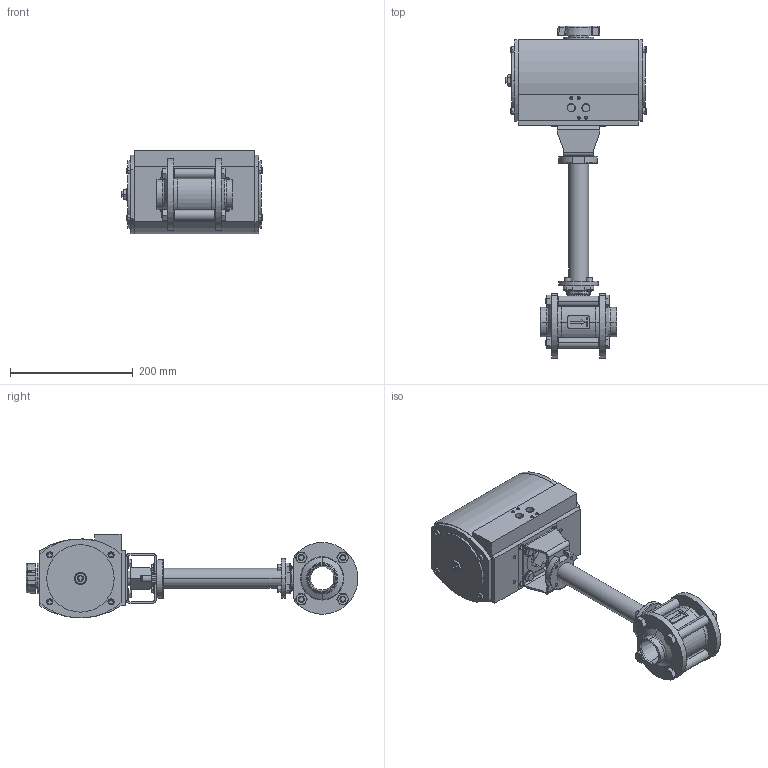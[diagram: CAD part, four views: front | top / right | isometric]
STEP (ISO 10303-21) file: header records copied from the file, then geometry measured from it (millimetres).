
FILE_DESCRIPTION((''),'2;1');
FILE_NAME('PY4LBWNI040L020_3D_ASM','2019-05-28T',('fwe'),('MECA-INOX'),'PRO/ENGINEER BY PARAMETRIC TECHNOLOGY CORPORATION, 2014320','PRO/ENGINEER BY PARAMETRIC TECHNOLOGY CORPORATION, 2014320','');
FILE_SCHEMA(('CONFIG_CONTROL_DESIGN'));
Length unit declared in the file: millimetre
Products named in the file (19): 044003FP4NICYMO_3D; 243263M05CJH200_3D; KY4I040____0001_3D_ASM; LBWNI440G26; LBTNI440; PY4LBWNI0400001_3D_ASM; 243230_F07I; 243229_C17I; 5RMN08_____A2; 5TH08-016__A2; 5RMN06_____A2; 5TH06-012__A2; KPNI432_0717_ASM; TRUTORQ_CORPS_TDA-TSR20; TRUTORQ_FLASQUE_TDA-TSR20_D; TRUTORQ_FLASQUE_TDA-TSR20_G; TRUTORQ_IND_T20-T35; 2TRUTORQ_TDA-TRS20_IND_ASM; PY4LBWNI040L020_3D_ASM
Assembly tree (32 placements, depth 4):
  PY4LBWNI040L020_3D_ASM
    PY4LBWNI0400001_3D_ASM
      KY4I040____0001_3D_ASM
        044003FP4NICYMO_3D
        243263M05CJH200_3D
      LBWNI440G26  x2
      LBTNI440  x2
    KPNI432_0717_ASM
      243230_F07I
      243229_C17I
      5RMN08_____A2  x4
      5TH08-016__A2  x4
      5RMN06_____A2  x4
      5TH06-012__A2  x4
    2TRUTORQ_TDA-TRS20_IND_ASM
      TRUTORQ_CORPS_TDA-TSR20
      TRUTORQ_FLASQUE_TDA-TSR20_D
      TRUTORQ_FLASQUE_TDA-TSR20_G
      TRUTORQ_IND_T20-T35
Bounding box: 229.5 x 541.6 x 136.18 mm (x, y, z)
Volume: 4486442.5 mm3; surface area: 452609.6 mm2
Topology: 32 solids, 63 shells, 1633 faces, 3798 edges, 2339 vertices
Faces by surface type: plane 629, cylinder 546, cone 328, torus 92, sphere 28, bspline 10
Entity records: 40434 total; most frequent: CARTESIAN_POINT 8495, DIRECTION 7006, ORIENTED_EDGE 6192, EDGE_CURVE 3142, AXIS2_PLACEMENT_3D 2702, VERTEX_POINT 1965, VECTOR 1602, LINE 1602
